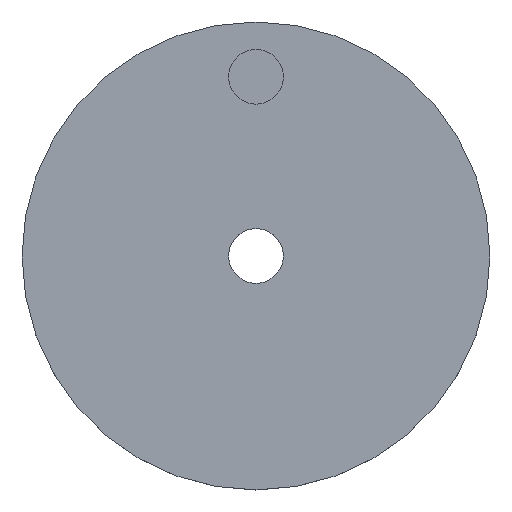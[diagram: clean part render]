
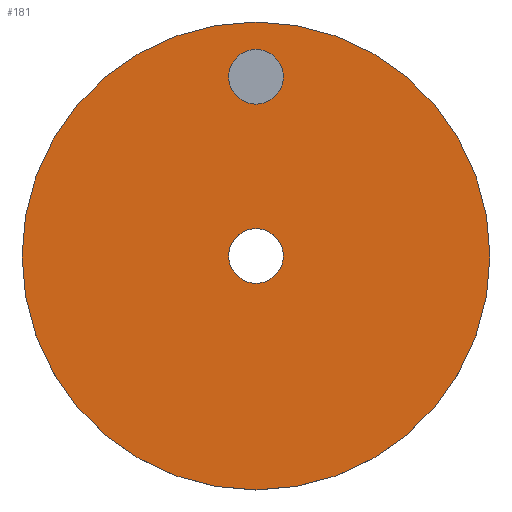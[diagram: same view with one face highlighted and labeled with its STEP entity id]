
A CAD part, top view. The second image highlights one B-rep face of the part: STEP entity #181.
In plain terms, the highlighted planar face has unit normal (0, 0, 1).
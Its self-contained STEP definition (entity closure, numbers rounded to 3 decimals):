
#7 = DIRECTION ( 'NONE',  ( 0., 0., 1. ) ) ;
#9 = DIRECTION ( 'NONE',  ( 1., 0., 0. ) ) ;
#16 = FACE_OUTER_BOUND ( 'NONE', #81, .T. ) ;
#20 = ORIENTED_EDGE ( 'NONE', *, *, #70, .F. ) ;
#32 = CIRCLE ( 'NONE', #45, 11. ) ;
#33 = FACE_BOUND ( 'NONE', #125, .T. ) ;
#34 = CARTESIAN_POINT ( 'NONE',  ( 94., 0., 12. ) ) ;
#40 = ORIENTED_EDGE ( 'NONE', *, *, #92, .T. ) ;
#45 = AXIS2_PLACEMENT_3D ( 'NONE', #187, #274, #101 ) ;
#48 = CARTESIAN_POINT ( 'NONE',  ( 0., 0., 12. ) ) ;
#56 = CARTESIAN_POINT ( 'NONE',  ( 11., 72., 12. ) ) ;
#67 = CARTESIAN_POINT ( 'NONE',  ( 0., 0., 12. ) ) ;
#68 = CARTESIAN_POINT ( 'NONE',  ( -94., 0., 12. ) ) ;
#69 = DIRECTION ( 'NONE',  ( 0., 0., 1. ) ) ;
#70 = EDGE_CURVE ( 'NONE', #243, #171, #79, .T. ) ;
#72 = CARTESIAN_POINT ( 'NONE',  ( 0., 72., 12. ) ) ;
#73 = AXIS2_PLACEMENT_3D ( 'NONE', #133, #7, #9 ) ;
#75 = EDGE_CURVE ( 'NONE', #129, #239, #230, .T. ) ;
#79 = CIRCLE ( 'NONE', #153, 11. ) ;
#80 = CARTESIAN_POINT ( 'NONE',  ( -11., 0., 12. ) ) ;
#81 = EDGE_LOOP ( 'NONE', ( #106, #40 ) ) ;
#84 = EDGE_CURVE ( 'NONE', #239, #129, #277, .T. ) ;
#90 = CARTESIAN_POINT ( 'NONE',  ( 0., 0., 12. ) ) ;
#92 = EDGE_CURVE ( 'NONE', #266, #154, #131, .T. ) ;
#96 = ORIENTED_EDGE ( 'NONE', *, *, #75, .F. ) ;
#101 = DIRECTION ( 'NONE',  ( 1., 0., 0. ) ) ;
#106 = ORIENTED_EDGE ( 'NONE', *, *, #145, .T. ) ;
#119 = DIRECTION ( 'NONE',  ( 1., 0., 0. ) ) ;
#120 = CARTESIAN_POINT ( 'NONE',  ( 0., 0., 12. ) ) ;
#125 = EDGE_LOOP ( 'NONE', ( #96, #166 ) ) ;
#129 = VERTEX_POINT ( 'NONE', #271 ) ;
#131 = CIRCLE ( 'NONE', #240, 94. ) ;
#133 = CARTESIAN_POINT ( 'NONE',  ( 0., 72., 12. ) ) ;
#143 = FACE_BOUND ( 'NONE', #201, .T. ) ;
#144 = ORIENTED_EDGE ( 'NONE', *, *, #222, .F. ) ;
#145 = EDGE_CURVE ( 'NONE', #154, #266, #202, .T. ) ;
#153 = AXIS2_PLACEMENT_3D ( 'NONE', #48, #69, #157 ) ;
#154 = VERTEX_POINT ( 'NONE', #68 ) ;
#157 = DIRECTION ( 'NONE',  ( 1., 0., 0. ) ) ;
#161 = DIRECTION ( 'NONE',  ( 1., 0., 0. ) ) ;
#166 = ORIENTED_EDGE ( 'NONE', *, *, #84, .F. ) ;
#171 = VERTEX_POINT ( 'NONE', #80 ) ;
#181 = ADVANCED_FACE ( 'NONE', ( #33, #16, #143 ), #213, .T. ) ;
#182 = DIRECTION ( 'NONE',  ( 1., 0., 0. ) ) ;
#187 = CARTESIAN_POINT ( 'NONE',  ( 0., 0., 12. ) ) ;
#201 = EDGE_LOOP ( 'NONE', ( #144, #20 ) ) ;
#202 = CIRCLE ( 'NONE', #237, 94. ) ;
#210 = DIRECTION ( 'NONE',  ( 0., 0., 1. ) ) ;
#212 = DIRECTION ( 'NONE',  ( 0., 0., 1. ) ) ;
#213 = PLANE ( 'NONE',  #247 ) ;
#222 = EDGE_CURVE ( 'NONE', #171, #243, #32, .T. ) ;
#230 = CIRCLE ( 'NONE', #73, 11. ) ;
#237 = AXIS2_PLACEMENT_3D ( 'NONE', #67, #252, #182 ) ;
#239 = VERTEX_POINT ( 'NONE', #56 ) ;
#240 = AXIS2_PLACEMENT_3D ( 'NONE', #90, #210, #161 ) ;
#243 = VERTEX_POINT ( 'NONE', #278 ) ;
#247 = AXIS2_PLACEMENT_3D ( 'NONE', #120, #253, #119 ) ;
#250 = DIRECTION ( 'NONE',  ( 1., 0., 0. ) ) ;
#252 = DIRECTION ( 'NONE',  ( 0., 0., 1. ) ) ;
#253 = DIRECTION ( 'NONE',  ( 0., 0., 1. ) ) ;
#266 = VERTEX_POINT ( 'NONE', #34 ) ;
#271 = CARTESIAN_POINT ( 'NONE',  ( -11., 72., 12. ) ) ;
#273 = AXIS2_PLACEMENT_3D ( 'NONE', #72, #212, #250 ) ;
#274 = DIRECTION ( 'NONE',  ( 0., 0., 1. ) ) ;
#277 = CIRCLE ( 'NONE', #273, 11. ) ;
#278 = CARTESIAN_POINT ( 'NONE',  ( 11., 0., 12. ) ) ;
